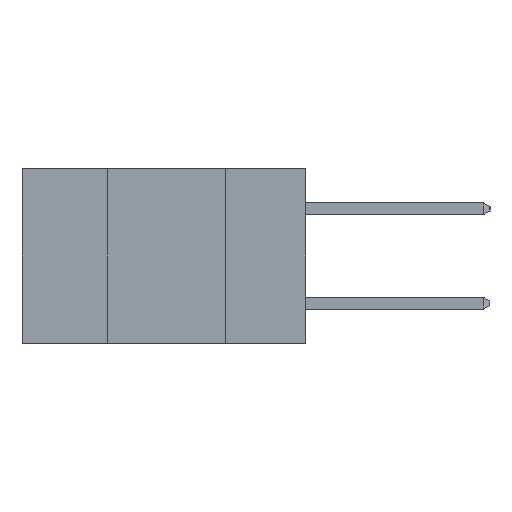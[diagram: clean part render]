
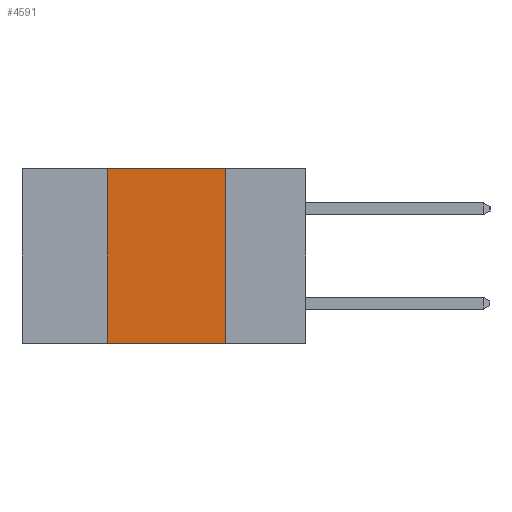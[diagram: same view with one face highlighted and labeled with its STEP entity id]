
A CAD part, left-side view. The second image highlights one B-rep face of the part: STEP entity #4591.
In plain terms, the highlighted planar face has unit normal (-1, 0, 0).
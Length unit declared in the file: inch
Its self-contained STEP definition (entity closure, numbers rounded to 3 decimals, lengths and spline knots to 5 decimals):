
#244 = VERTEX_POINT ( 'NONE', #9475 ) ;
#859 = EDGE_CURVE ( 'NONE', #5967, #2060, #4459, .T. ) ;
#1351 = ORIENTED_EDGE ( 'NONE', *, *, #11452, .T. ) ;
#1460 = CARTESIAN_POINT ( 'NONE',  ( 0., 0.17, 0. ) ) ;
#1798 = VECTOR ( 'NONE', #4718, 39.37008 ) ;
#1847 = CARTESIAN_POINT ( 'NONE',  ( 0., 0.17, -0.37 ) ) ;
#2060 = VERTEX_POINT ( 'NONE', #1460 ) ;
#3576 = VECTOR ( 'NONE', #11213, 39.37008 ) ;
#3715 = EDGE_CURVE ( 'NONE', #244, #5967, #6011, .T. ) ;
#4459 = LINE ( 'NONE', #6074, #9317 ) ;
#4591 = ADVANCED_FACE ( 'NONE', ( #8512 ), #6555, .F. ) ;
#4708 = ORIENTED_EDGE ( 'NONE', *, *, #11228, .F. ) ;
#4718 = DIRECTION ( 'NONE',  ( 0., 0., -1. ) ) ;
#4741 = VERTEX_POINT ( 'NONE', #1847 ) ;
#4862 = DIRECTION ( 'NONE',  ( 0., 0., -1. ) ) ;
#5024 = DIRECTION ( 'NONE',  ( 0., -1., 0. ) ) ;
#5370 = DIRECTION ( 'NONE',  ( 1., 0., 0. ) ) ;
#5603 = ORIENTED_EDGE ( 'NONE', *, *, #3715, .F. ) ;
#5727 = CARTESIAN_POINT ( 'NONE',  ( 0., 0.17, 0. ) ) ;
#5967 = VERTEX_POINT ( 'NONE', #7188 ) ;
#6011 = LINE ( 'NONE', #9534, #3576 ) ;
#6074 = CARTESIAN_POINT ( 'NONE',  ( 0., 0.6, 0. ) ) ;
#6139 = DIRECTION ( 'NONE',  ( 0., -1., 0. ) ) ;
#6555 = PLANE ( 'NONE',  #7155 ) ;
#7035 = CARTESIAN_POINT ( 'NONE',  ( 0., 0.6, -0.37 ) ) ;
#7155 = AXIS2_PLACEMENT_3D ( 'NONE', #11173, #5370, #4862 ) ;
#7188 = CARTESIAN_POINT ( 'NONE',  ( 0., 0.42, 0. ) ) ;
#7409 = LINE ( 'NONE', #7035, #12009 ) ;
#7797 = ORIENTED_EDGE ( 'NONE', *, *, #859, .F. ) ;
#8415 = EDGE_LOOP ( 'NONE', ( #4708, #7797, #5603, #1351 ) ) ;
#8512 = FACE_OUTER_BOUND ( 'NONE', #8415, .T. ) ;
#9317 = VECTOR ( 'NONE', #6139, 39.37008 ) ;
#9475 = CARTESIAN_POINT ( 'NONE',  ( 0., 0.42, -0.37 ) ) ;
#9534 = CARTESIAN_POINT ( 'NONE',  ( 0., 0.42, 0. ) ) ;
#9731 = LINE ( 'NONE', #5727, #1798 ) ;
#11173 = CARTESIAN_POINT ( 'NONE',  ( 0., 0.6, 0. ) ) ;
#11213 = DIRECTION ( 'NONE',  ( 0., 0., 1. ) ) ;
#11228 = EDGE_CURVE ( 'NONE', #2060, #4741, #9731, .T. ) ;
#11452 = EDGE_CURVE ( 'NONE', #244, #4741, #7409, .T. ) ;
#12009 = VECTOR ( 'NONE', #5024, 39.37008 ) ;
